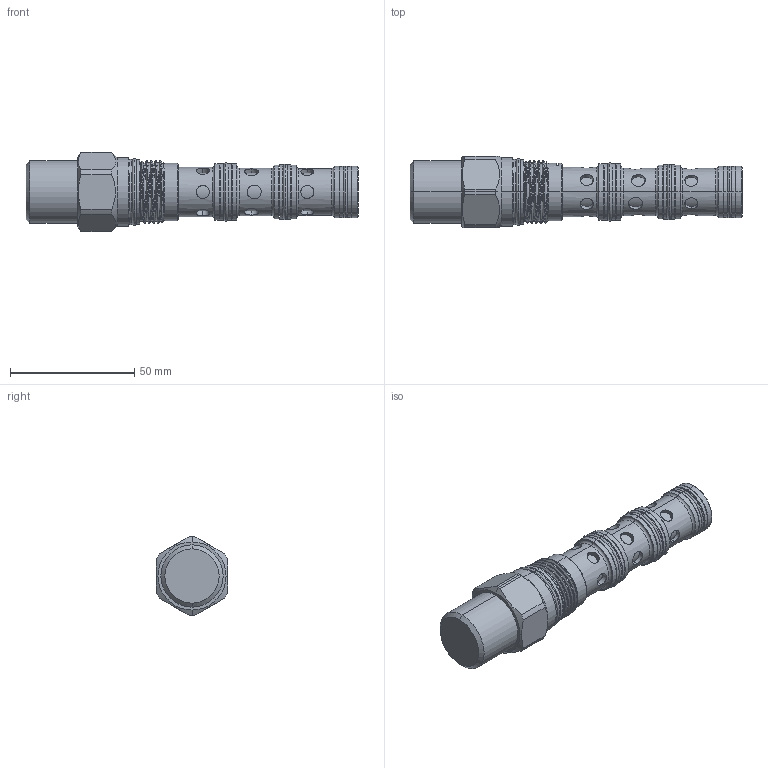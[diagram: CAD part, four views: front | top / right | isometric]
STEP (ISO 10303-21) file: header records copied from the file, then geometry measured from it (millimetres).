
FILE_DESCRIPTION (( 'STEP AP203' ), '1' );
FILE_NAME ('DS32A4S-N.STEP', '2016-05-19T06:56:13', ( '' ), ( '' ), 'SwSTEP 2.0', 'SolidWorks 2012', '' );
FILE_SCHEMA (( 'CONFIG_CONTROL_DESIGN' ));
Length unit declared in the file: millimetre
Products named in the file (1): DS32A4S-N
Bounding box: 133.41 x 28.57 x 31.8 mm (x, y, z)
Volume: 55231.2 mm3; surface area: 15547.2 mm2
Topology: 5 solids, 5 shells, 244 faces, 526 edges, 334 vertices
Faces by surface type: cylinder 152, plane 41, torus 26, cone 23, bspline 2
Entity records: 9527 total; most frequent: CARTESIAN_POINT 4220, DIRECTION 1111, ORIENTED_EDGE 1052, EDGE_CURVE 526, AXIS2_PLACEMENT_3D 475, VERTEX_POINT 334, EDGE_LOOP 294, FACE_OUTER_BOUND 244
